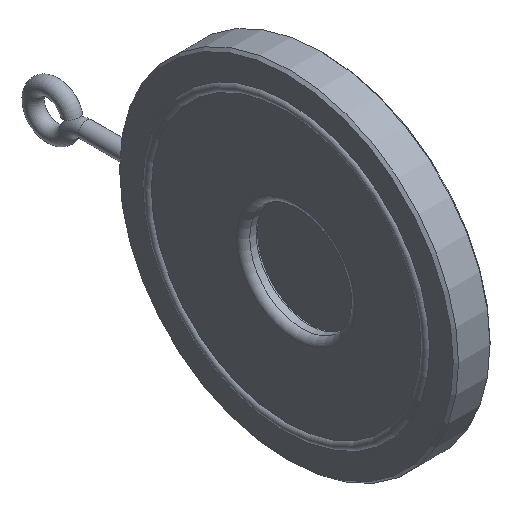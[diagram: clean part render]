
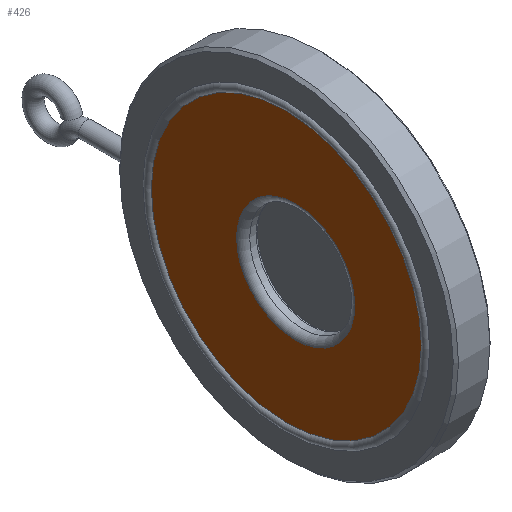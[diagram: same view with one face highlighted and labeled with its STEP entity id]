
A CAD part, isometric view. The second image highlights one B-rep face of the part: STEP entity #426.
In plain terms, the highlighted planar face has unit normal (-1, 0, 0).
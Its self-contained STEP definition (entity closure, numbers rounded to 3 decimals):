
#269=CARTESIAN_POINT('',(-7.,51.47,0.0));
#270=VERTEX_POINT('',#269);
#271=CARTESIAN_POINT('',(-7.,0.0,0.0));
#272=DIRECTION('',(1.0,0.0,0.0));
#273=DIRECTION('',(0.0,1.0,0.0));
#274=AXIS2_PLACEMENT_3D('',#271,#272,#273);
#275=CIRCLE('',#274,51.47);
#276=EDGE_CURVE('',#270,#270,#275,.T.);
#407=CARTESIAN_POINT('',(-7.,25.735,0.0));
#408=DIRECTION('',(-1.0,0.0,0.0));
#409=DIRECTION('',(0.0,0.0,1.0));
#410=AXIS2_PLACEMENT_3D('',#407,#408,#409);
#411=PLANE('',#410);
#412=ORIENTED_EDGE('',*,*,#276,.F.);
#413=EDGE_LOOP('',(#412));
#414=FACE_OUTER_BOUND('',#413,.T.);
#415=CARTESIAN_POINT('',(-7.,19.,0.));
#416=VERTEX_POINT('',#415);
#417=CARTESIAN_POINT('',(-7.,-3.5,0.0));
#418=DIRECTION('',(-1.0,0.0,0.0));
#419=DIRECTION('',(0.0,-1.0,0.0));
#420=AXIS2_PLACEMENT_3D('',#417,#418,#419);
#421=CIRCLE('',#420,22.5);
#422=EDGE_CURVE('',#416,#416,#421,.T.);
#423=ORIENTED_EDGE('',*,*,#422,.F.);
#424=EDGE_LOOP('',(#423));
#425=FACE_BOUND('',#424,.T.);
#426=ADVANCED_FACE('',(#414,#425),#411,.T.);
